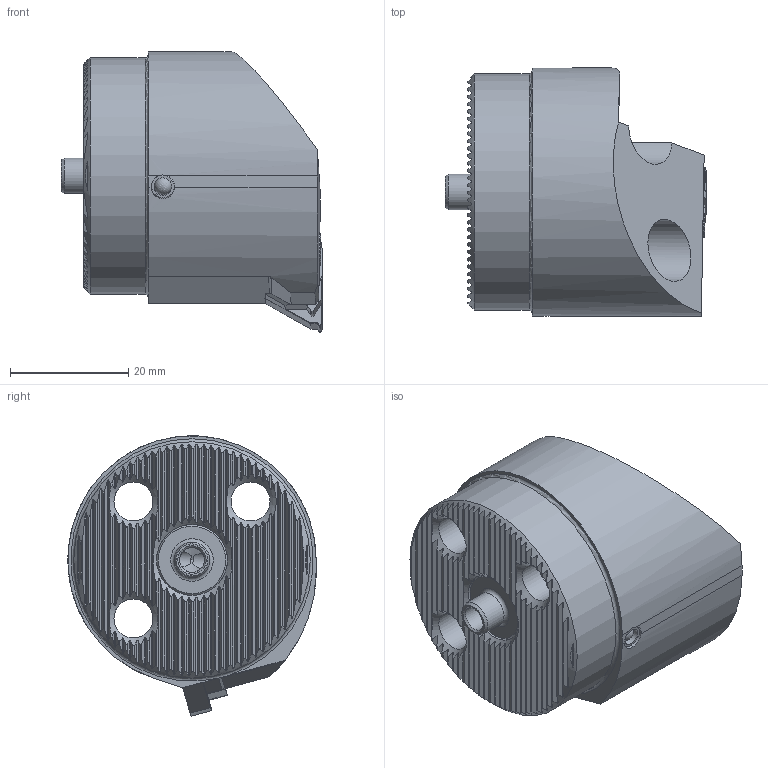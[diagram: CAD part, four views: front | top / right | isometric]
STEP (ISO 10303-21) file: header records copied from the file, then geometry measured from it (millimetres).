
FILE_DESCRIPTION (( 'STEP AP214' ), '1' );
FILE_NAME ('WK1.BGB.RGC.040.STEP', '2020-08-28T13:54:53', ( '' ), ( '' ), 'SwSTEP 2.0', 'SolidWorks 2017', '' );
FILE_SCHEMA (( 'AUTOMOTIVE_DESIGN' ));
Length unit declared in the file: millimetre
Products named in the file (9): WGB-ER2.101.003_A; WK2-ER1.001.012_A_Fertigbearbeitung; LT16EL; WK1.BGB.RGC.040; KVT_MB_600_040; WGB-ER3.001.007_A; WK1-BGB.RGC.040_B_Fertigbearbeitung; WGB-ER2.001.012_A; WKX-ER1.004.005_A_PreviewCfg
Assembly tree (8 placements, depth 2):
  WK1.BGB.RGC.040
    WK1-BGB.RGC.040_B_Fertigbearbeitung
    WKX-ER1.004.005_A_PreviewCfg
    KVT_MB_600_040
    WK2-ER1.001.012_A_Fertigbearbeitung
    WGB-ER2.101.003_A
    WGB-ER2.001.012_A
    WGB-ER3.001.007_A
    LT16EL
Bounding box: 44.26 x 42 x 47.41 mm (x, y, z)
Volume: 35841.6 mm3; surface area: 12477.2 mm2
Topology: 9 solids, 9 shells, 466 faces, 1276 edges, 828 vertices
Faces by surface type: plane 274, cylinder 142, cone 42, torus 7, sphere 1
Full cylindrical faces by diameter (mm): 1.7 x1, 2.578 x2, 2.775 x1, 3 x2, 3.175 x1, 3.3 x3, 4 x5, 4.025 x1, 4.2 x2, 5.5 x2, 6 x1, 6.6 x3, 10.5 x3, 12 x2, 40 x1
Entity records: 16245 total; most frequent: CARTESIAN_POINT 5082, ORIENTED_EDGE 2366, DIRECTION 1974, EDGE_CURVE 1183, VERTEX_POINT 806, AXIS2_PLACEMENT_3D 760, EDGE_LOOP 555, FACE_OUTER_BOUND 502
